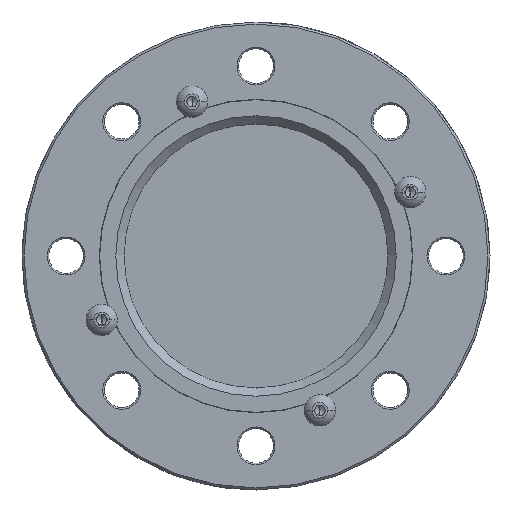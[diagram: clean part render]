
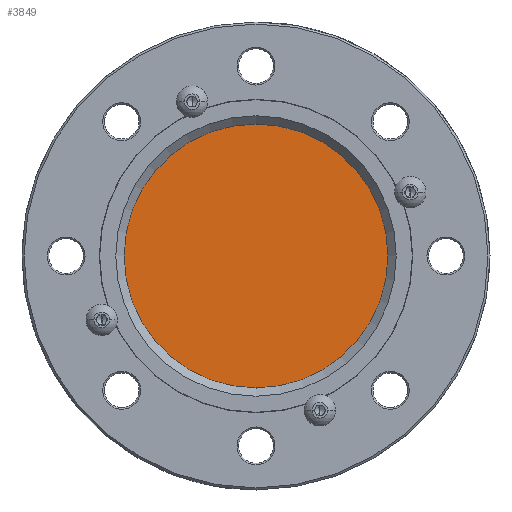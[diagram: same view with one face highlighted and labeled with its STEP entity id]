
A CAD part, front view. The second image highlights one B-rep face of the part: STEP entity #3849.
In plain terms, the highlighted planar face has unit normal (0, -1, 0).
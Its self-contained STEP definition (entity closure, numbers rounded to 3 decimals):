
#44 = EDGE_CURVE ( 'NONE', #1087, #1489, #92, .T. ) ;
#92 = CIRCLE ( 'NONE', #4445, 34.5 ) ;
#340 = DIRECTION ( 'NONE',  ( 0., -1., 0. ) ) ;
#478 = PLANE ( 'NONE',  #2945 ) ;
#523 = DIRECTION ( 'NONE',  ( 0., 1., 0. ) ) ;
#1087 = VERTEX_POINT ( 'NONE', #2151 ) ;
#1489 = VERTEX_POINT ( 'NONE', #4278 ) ;
#1589 = ORIENTED_EDGE ( 'NONE', *, *, #44, .T. ) ;
#1599 = DIRECTION ( 'NONE',  ( 0., 0., 1. ) ) ;
#1952 = CARTESIAN_POINT ( 'NONE',  ( 0., 0., 0. ) ) ;
#1989 = CARTESIAN_POINT ( 'NONE',  ( 0., 0., 0. ) ) ;
#2151 = CARTESIAN_POINT ( 'NONE',  ( 0., 0., 34.5 ) ) ;
#2292 = FACE_OUTER_BOUND ( 'NONE', #3796, .T. ) ;
#2828 = DIRECTION ( 'NONE',  ( 0., 0., 1. ) ) ;
#2945 = AXIS2_PLACEMENT_3D ( 'NONE', #1952, #523, #1599 ) ;
#3062 = ORIENTED_EDGE ( 'NONE', *, *, #4496, .T. ) ;
#3458 = CIRCLE ( 'NONE', #4339, 34.5 ) ;
#3761 = DIRECTION ( 'NONE',  ( 0., -1., 0. ) ) ;
#3796 = EDGE_LOOP ( 'NONE', ( #1589, #3062 ) ) ;
#3803 = DIRECTION ( 'NONE',  ( 0., 0., 1. ) ) ;
#3849 = ADVANCED_FACE ( 'NONE', ( #2292 ), #478, .F. ) ;
#4278 = CARTESIAN_POINT ( 'NONE',  ( 0., 0., -34.5 ) ) ;
#4302 = CARTESIAN_POINT ( 'NONE',  ( 0., 0., 0. ) ) ;
#4339 = AXIS2_PLACEMENT_3D ( 'NONE', #1989, #3761, #3803 ) ;
#4445 = AXIS2_PLACEMENT_3D ( 'NONE', #4302, #340, #2828 ) ;
#4496 = EDGE_CURVE ( 'NONE', #1489, #1087, #3458, .T. ) ;
